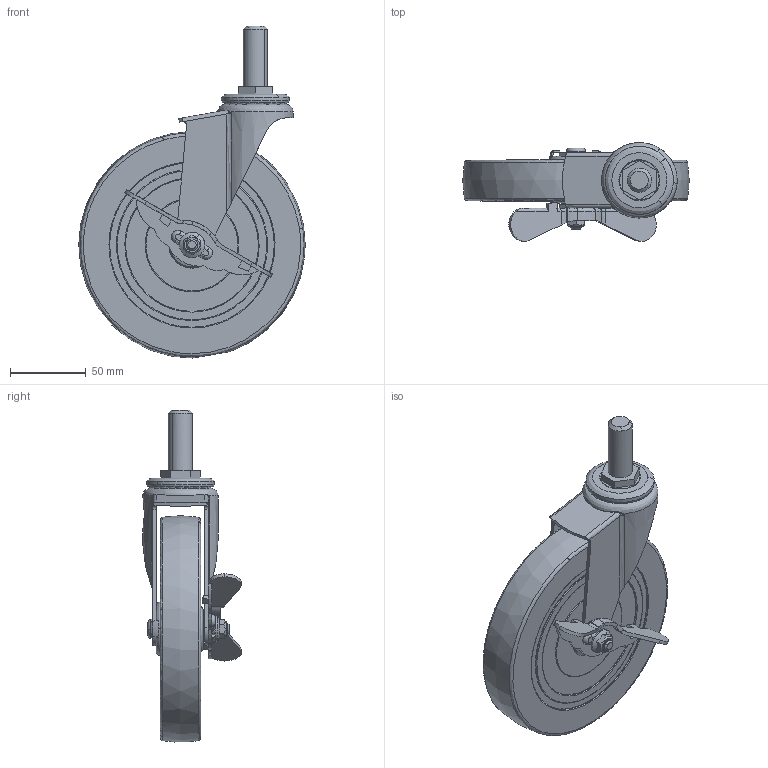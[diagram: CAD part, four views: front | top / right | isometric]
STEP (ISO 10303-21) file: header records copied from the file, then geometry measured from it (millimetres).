
FILE_DESCRIPTION((''),'2;1');
FILE_NAME('','2006-01-18T13:31:27',(''),(''),'','CADfix','');
FILE_SCHEMA(('AUTOMOTIVE_DESIGN'));
Length unit declared in the file: millimetre
Products named in the file (7): wheel; mounting plate; main shaft; lever; body; axle; No_415_EA_R150_6_10827_36
Assembly tree (6 placements, depth 2):
  No_415_EA_R150_6_10827_36
    wheel
    mounting plate
    main shaft
    lever
    body
    axle
Bounding box: 150 x 65.26 x 219.89 mm (x, y, z)
Volume: 520760.4 mm3; surface area: 92269.7 mm2
Topology: 6 solids, 6 shells, 351 faces, 1253 edges, 947 vertices
Faces by surface type: bspline 351
Entity records: 21524 total; most frequent: CARTESIAN_POINT 14031, ORIENTED_EDGE 2502, EDGE_CURVE 1251, VERTEX_POINT 947, B_SPLINE_CURVE_WITH_KNOTS 914, EDGE_LOOP 442, FACE_OUTER_BOUND 351, ADVANCED_FACE 351
